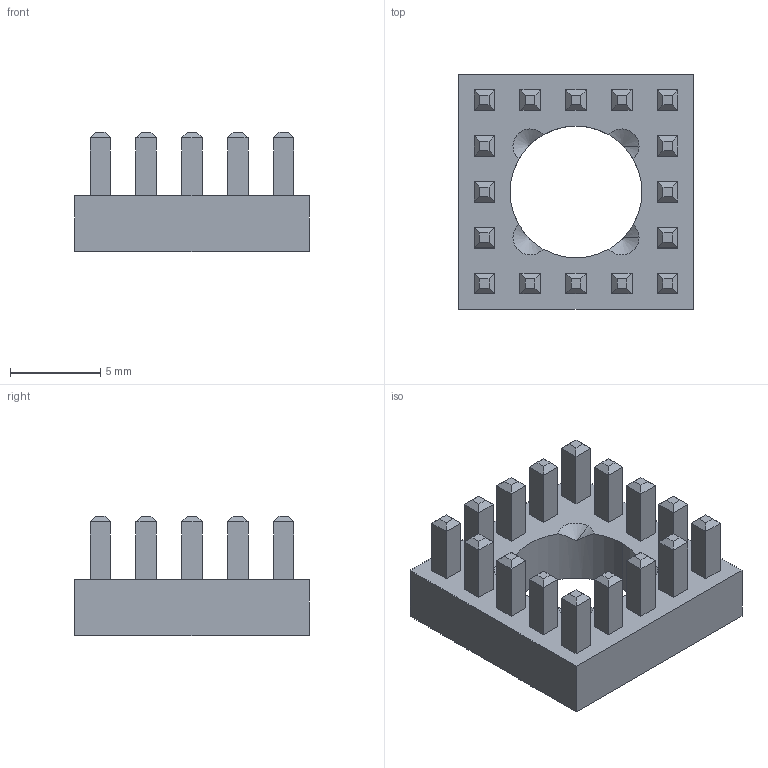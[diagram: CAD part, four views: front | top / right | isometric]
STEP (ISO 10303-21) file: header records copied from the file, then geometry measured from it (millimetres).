
FILE_DESCRIPTION (( 'STEP AP203' ), '1' );
FILE_NAME ('LF990203-A01.STEP', '2021-09-10T11:58:10', ( '' ), ( '' ), 'SwSTEP 2.0', 'SolidWorks 2018', '' );
FILE_SCHEMA (( 'CONFIG_CONTROL_DESIGN' ));
Length unit declared in the file: millimetre
Products named in the file (1): LF990203-A01
Bounding box: 13 x 13 x 6.6 mm (x, y, z)
Volume: 462 mm3; surface area: 723.4 mm2
Topology: 1 solids, 1 shells, 185 faces, 431 edges, 266 vertices
Faces by surface type: plane 177, cone 6, cylinder 2
Entity records: 5238 total; most frequent: CARTESIAN_POINT 965, ORIENTED_EDGE 862, DIRECTION 811, EDGE_CURVE 431, LINE 411, VECTOR 411, VERTEX_POINT 266, EDGE_LOOP 205
